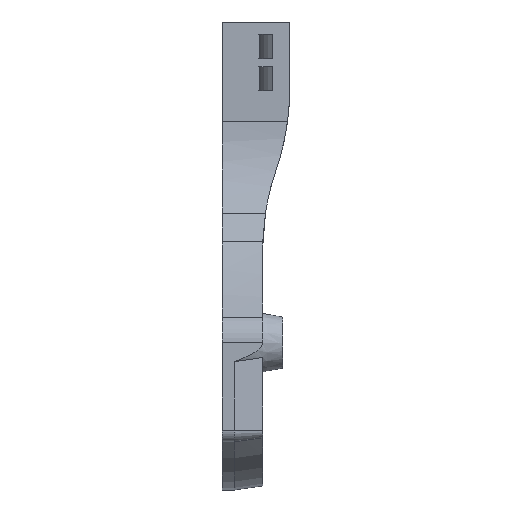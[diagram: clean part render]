
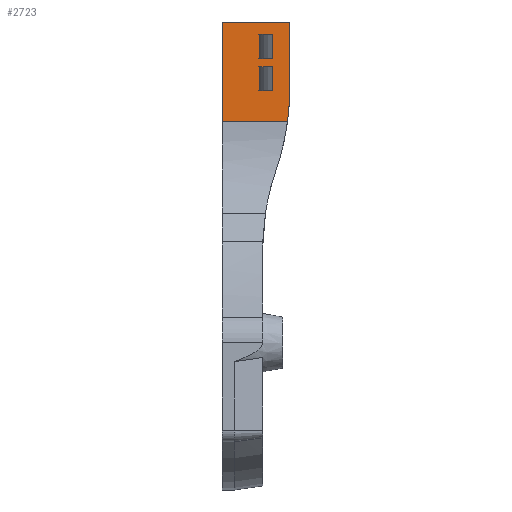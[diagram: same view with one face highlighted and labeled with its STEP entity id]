
A CAD part, front view. The second image highlights one B-rep face of the part: STEP entity #2723.
In plain terms, the highlighted planar face has unit normal (0, -1, 0).
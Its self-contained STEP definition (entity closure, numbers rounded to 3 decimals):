
#84=FACE_BOUND('',#453,.T.);
#85=FACE_BOUND('',#454,.T.);
#286=FACE_OUTER_BOUND('',#452,.T.);
#452=EDGE_LOOP('',(#2476,#2477,#2478,#2479,#2480));
#453=EDGE_LOOP('',(#2481,#2482,#2483,#2484));
#454=EDGE_LOOP('',(#2485,#2486,#2487,#2488));
#548=CIRCLE('',#2865,32.25);
#621=LINE('',#3944,#861);
#692=LINE('',#4360,#932);
#775=LINE('',#4636,#1015);
#777=LINE('',#4643,#1017);
#778=LINE('',#4651,#1018);
#779=LINE('',#4655,#1019);
#781=LINE('',#4660,#1021);
#783=LINE('',#4663,#1023);
#784=LINE('',#4667,#1024);
#785=LINE('',#4669,#1025);
#832=LINE('',#4763,#1072);
#833=LINE('',#4765,#1073);
#861=VECTOR('',#3115,10.);
#932=VECTOR('',#3380,10.);
#1015=VECTOR('',#3655,10.);
#1017=VECTOR('',#3663,10.);
#1018=VECTOR('',#3674,10.);
#1019=VECTOR('',#3679,10.);
#1021=VECTOR('',#3685,10.);
#1023=VECTOR('',#3689,10.);
#1024=VECTOR('',#3694,10.);
#1025=VECTOR('',#3697,10.);
#1072=VECTOR('',#3838,10.);
#1073=VECTOR('',#3841,10.);
#1110=VERTEX_POINT('',#3941);
#1111=VERTEX_POINT('',#3943);
#1236=VERTEX_POINT('',#4333);
#1238=VERTEX_POINT('',#4351);
#1240=VERTEX_POINT('',#4359);
#1315=VERTEX_POINT('',#4633);
#1316=VERTEX_POINT('',#4635);
#1317=VERTEX_POINT('',#4640);
#1318=VERTEX_POINT('',#4642);
#1320=VERTEX_POINT('',#4649);
#1321=VERTEX_POINT('',#4653);
#1322=VERTEX_POINT('',#4658);
#1323=VERTEX_POINT('',#4665);
#1364=EDGE_CURVE('',#1110,#1111,#621,.T.);
#1519=EDGE_CURVE('',#1236,#1238,#548,.T.);
#1522=EDGE_CURVE('',#1238,#1240,#692,.T.);
#1649=EDGE_CURVE('',#1315,#1316,#775,.T.);
#1653=EDGE_CURVE('',#1317,#1318,#777,.T.);
#1657=EDGE_CURVE('',#1320,#1315,#778,.T.);
#1659=EDGE_CURVE('',#1321,#1317,#779,.T.);
#1662=EDGE_CURVE('',#1322,#1320,#781,.T.);
#1664=EDGE_CURVE('',#1316,#1322,#783,.T.);
#1666=EDGE_CURVE('',#1323,#1321,#784,.T.);
#1667=EDGE_CURVE('',#1323,#1318,#785,.T.);
#1714=EDGE_CURVE('',#1240,#1111,#832,.T.);
#1715=EDGE_CURVE('',#1236,#1110,#833,.T.);
#2476=ORIENTED_EDGE('',*,*,#1714,.T.);
#2477=ORIENTED_EDGE('',*,*,#1364,.F.);
#2478=ORIENTED_EDGE('',*,*,#1715,.F.);
#2479=ORIENTED_EDGE('',*,*,#1519,.T.);
#2480=ORIENTED_EDGE('',*,*,#1522,.T.);
#2481=ORIENTED_EDGE('',*,*,#1662,.F.);
#2482=ORIENTED_EDGE('',*,*,#1664,.F.);
#2483=ORIENTED_EDGE('',*,*,#1649,.F.);
#2484=ORIENTED_EDGE('',*,*,#1657,.F.);
#2485=ORIENTED_EDGE('',*,*,#1659,.F.);
#2486=ORIENTED_EDGE('',*,*,#1666,.F.);
#2487=ORIENTED_EDGE('',*,*,#1667,.T.);
#2488=ORIENTED_EDGE('',*,*,#1653,.F.);
#2575=PLANE('',#3027);
#2723=ADVANCED_FACE('',(#286,#84,#85),#2575,.T.);
#2865=AXIS2_PLACEMENT_3D('',#4353,#3372,#3373);
#3027=AXIS2_PLACEMENT_3D('',#4764,#3839,#3840);
#3115=DIRECTION('',(0.,0.,1.));
#3372=DIRECTION('center_axis',(0.,-1.,0.));
#3373=DIRECTION('ref_axis',(0.995,0.,-0.098));
#3380=DIRECTION('',(0.,0.,1.));
#3655=DIRECTION('',(1.,0.,0.));
#3663=DIRECTION('',(0.,0.,-1.));
#3674=DIRECTION('',(0.,0.,-1.));
#3679=DIRECTION('',(-1.,0.,0.));
#3685=DIRECTION('',(-1.,0.,0.));
#3689=DIRECTION('',(0.,0.,1.));
#3694=DIRECTION('',(0.,0.,1.));
#3697=DIRECTION('',(-1.,0.,0.));
#3838=DIRECTION('',(-1.,0.,0.));
#3839=DIRECTION('center_axis',(0.,-1.,0.));
#3840=DIRECTION('ref_axis',(0.,0.,1.));
#3841=DIRECTION('',(-1.,0.,0.));
#3941=CARTESIAN_POINT('',(-6.5,55.78,27.421));
#3943=CARTESIAN_POINT('',(-6.5,55.78,39.786));
#3944=CARTESIAN_POINT('',(-6.5,55.78,9.242));
#4333=CARTESIAN_POINT('',(1.583,55.78,27.421));
#4351=CARTESIAN_POINT('',(1.864,55.78,31.666));
#4353=CARTESIAN_POINT('Origin',(-30.386,55.78,31.666));
#4359=CARTESIAN_POINT('',(1.864,55.78,39.786));
#4360=CARTESIAN_POINT('',(1.864,55.78,23.526));
#4633=CARTESIAN_POINT('',(-1.845,55.78,35.236));
#4635=CARTESIAN_POINT('',(-0.24,55.78,35.236));
#4636=CARTESIAN_POINT('',(-0.785,55.78,35.236));
#4640=CARTESIAN_POINT('',(-1.845,55.78,34.236));
#4642=CARTESIAN_POINT('',(-1.845,55.78,31.236));
#4643=CARTESIAN_POINT('',(-1.845,55.78,32.236));
#4649=CARTESIAN_POINT('',(-1.845,55.78,38.236));
#4651=CARTESIAN_POINT('',(-1.845,55.78,36.236));
#4653=CARTESIAN_POINT('',(-0.24,55.78,34.236));
#4655=CARTESIAN_POINT('',(-2.895,55.78,34.236));
#4658=CARTESIAN_POINT('',(-0.24,55.78,38.236));
#4660=CARTESIAN_POINT('',(-0.785,55.78,38.236));
#4663=CARTESIAN_POINT('',(-0.24,55.78,36.236));
#4665=CARTESIAN_POINT('',(-0.24,55.78,31.236));
#4667=CARTESIAN_POINT('',(-0.24,55.78,32.236));
#4669=CARTESIAN_POINT('',(-2.895,55.78,31.236));
#4763=CARTESIAN_POINT('',(-4.,55.78,39.786));
#4764=CARTESIAN_POINT('Origin',(-4.,55.78,27.421));
#4765=CARTESIAN_POINT('',(-4.,55.78,27.421));
